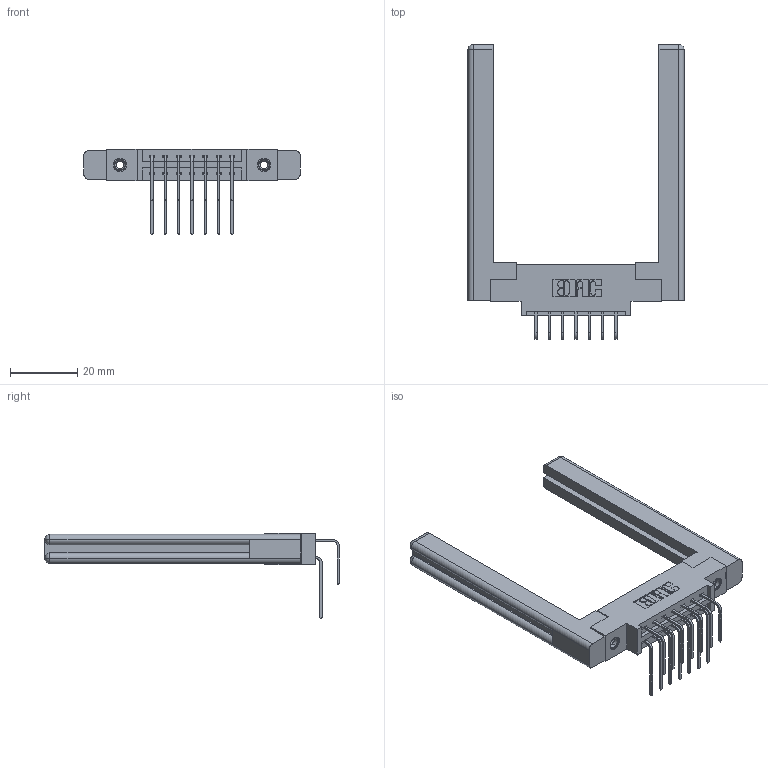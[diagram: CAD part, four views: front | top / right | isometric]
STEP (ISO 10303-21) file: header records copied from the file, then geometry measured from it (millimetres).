
FILE_DESCRIPTION (( 'STEP AP203' ), '1' );
FILE_NAME ('337-014-558-858.STEP', '2019-10-10T17:24:37', ( '' ), ( '' ), 'SwSTEP 2.0', 'SolidWorks 2016', '' );
FILE_SCHEMA (( 'CONFIG_CONTROL_DESIGN' ));
Length unit declared in the file: inch
Products named in the file (6): 345-250-001_345-250-001-102; 345-292-001_558 Tail - 2; 337 Part_0.170 Offset - 0.156 Dia-TI; 307-220-058; 337-014-558-858; 345-292-001_558 559 Tail - 1
Assembly tree (19 placements, depth 2):
  337-014-558-858
    337 Part_0.170 Offset - 0.156 Dia-TI
    345-292-001_558 559 Tail - 1  x7
    345-292-001_558 Tail - 2  x7
    345-250-001_345-250-001-102  x2
    307-220-058  x2
Bounding box: 64.36 x 87.57 x 25.53 mm (x, y, z)
Volume: 13422.9 mm3; surface area: 12320.3 mm2
Topology: 19 solids, 19 shells, 1044 faces, 3015 edges, 1978 vertices
Faces by surface type: plane 718, cylinder 302, cone 12, torus 12
Entity records: 14504 total; most frequent: CARTESIAN_POINT 2528, ORIENTED_EDGE 2352, DIRECTION 2212, EDGE_CURVE 1176, VECTOR 960, LINE 960, VERTEX_POINT 774, AXIS2_PLACEMENT_3D 626
